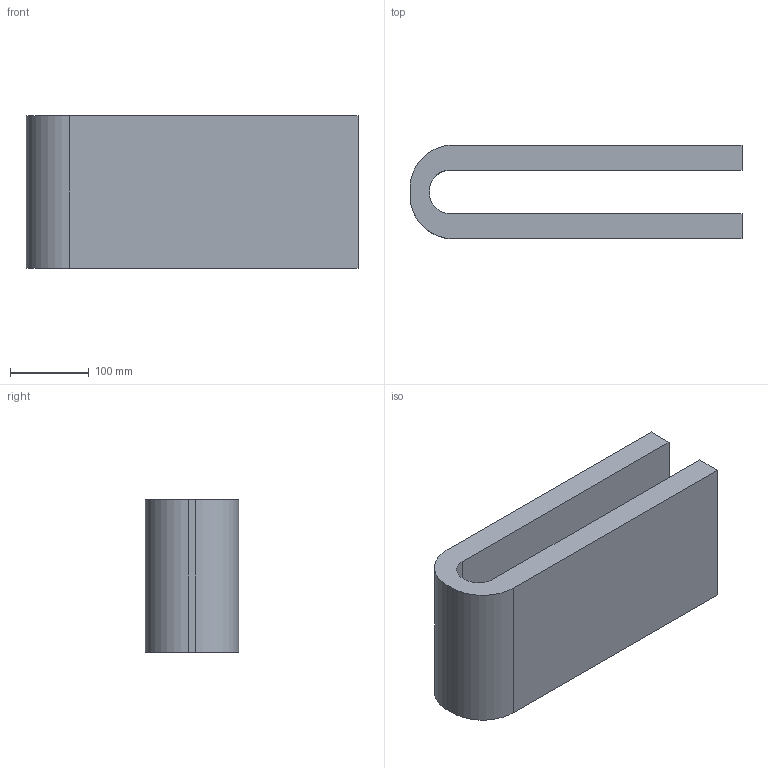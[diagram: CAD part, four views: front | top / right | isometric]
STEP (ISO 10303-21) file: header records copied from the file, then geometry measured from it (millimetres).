
FILE_DESCRIPTION(('STEP AP214'),'1');
FILE_NAME('ExOut_TBM_BOX_TEST_CASE_eurofer_BU2.stp','2015-03-20T15:16:48',(' '),(' '),'Spatial InterOp 3D',' ',' ');
FILE_SCHEMA(('automotive_design'));
Length unit declared in the file: millimetre
Products named in the file (2): ExOut_TBM_BOX_TEST_CASE_eurofer_BU2; Component1
Assembly tree (1 placements, depth 2):
  ExOut_TBM_BOX_TEST_CASE_eurofer_BU2
    Component1
Bounding box: 421.5 x 119 x 193.9 mm (x, y, z)
Volume: 1770119.7 mm3; surface area: 763566.9 mm2
Topology: 1 solids, 1 shells, 26 faces, 72 edges, 48 vertices
Faces by surface type: plane 18, cylinder 8
Entity records: 1096 total; most frequent: CARTESIAN_POINT 148, DIRECTION 144, ORIENTED_EDGE 144, EDGE_CURVE 72, LINE 56, VECTOR 56, VERTEX_POINT 48, AXIS2_PLACEMENT_3D 44
